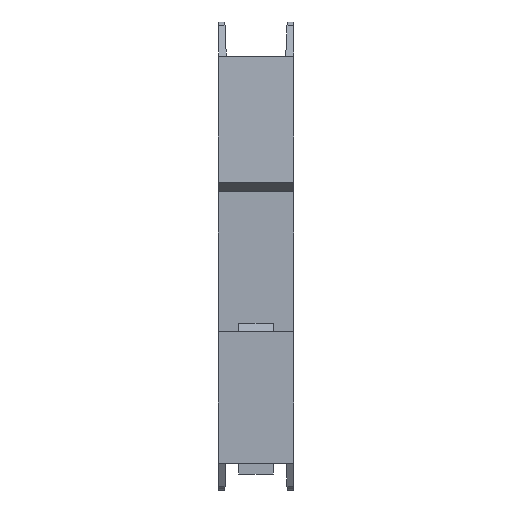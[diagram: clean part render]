
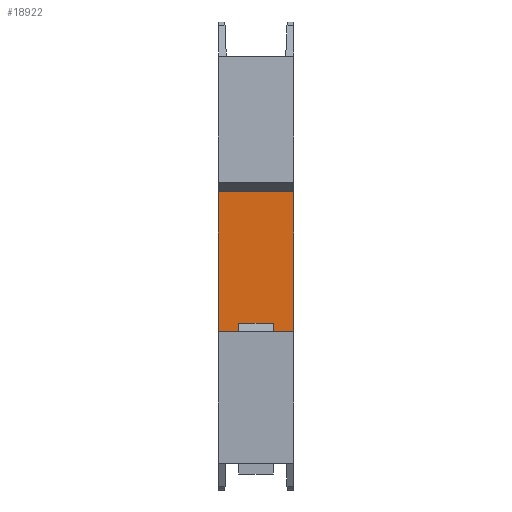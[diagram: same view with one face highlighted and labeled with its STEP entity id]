
A CAD part, front view. The second image highlights one B-rep face of the part: STEP entity #18922.
In plain terms, the highlighted planar face has unit normal (0, -1, 0).
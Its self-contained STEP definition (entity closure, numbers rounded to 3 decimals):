
#6534 = CARTESIAN_POINT ( 'NONE',  ( 17.633, 0., -64.5 ) ) ;
#6535 = CARTESIAN_POINT ( 'NONE',  ( 17.633, 0., -60.5 ) ) ;
#6571 = DIRECTION ( 'NONE',  ( 0., 0., -1. ) ) ;
#6572 = VECTOR ( 'NONE', #6571, 1000. ) ;
#6581 = LINE ( 'NONE', #6534, #6572 ) ;
#6614 = CARTESIAN_POINT ( 'NONE',  ( 17.133, 0., -60.5 ) ) ;
#6615 = DIRECTION ( 'NONE',  ( 0., 0., 1. ) ) ;
#6616 = VECTOR ( 'NONE', #6615, 1000. ) ;
#6617 = CARTESIAN_POINT ( 'NONE',  ( 17.133, 0., -64.5 ) ) ;
#6618 = LINE ( 'NONE', #6617, #6616 ) ;
#6619 = CARTESIAN_POINT ( 'NONE',  ( 17.133, 0., -25.53 ) ) ;
#6620 = DIRECTION ( 'NONE',  ( 0., 0., 1. ) ) ;
#6621 = DIRECTION ( 'NONE',  ( 0., 1., 0. ) ) ;
#6622 = CARTESIAN_POINT ( 'NONE',  ( 17.633, 0., -64.5 ) ) ;
#6623 = AXIS2_PLACEMENT_3D ( 'NONE', #6622, #6621, #6620 ) ;
#6624 = PLANE ( 'NONE',  #6623 ) ;
#6640 = FACE_OUTER_BOUND ( 'NONE', #18961, .T. ) ;
#6641 = DIRECTION ( 'NONE',  ( -1., 0., 0. ) ) ;
#6642 = VECTOR ( 'NONE', #6641, 1000. ) ;
#6643 = CARTESIAN_POINT ( 'NONE',  ( 17.633, 0., -64.5 ) ) ;
#6644 = LINE ( 'NONE', #6643, #6642 ) ;
#6657 = CARTESIAN_POINT ( 'NONE',  ( 0.5, 0., -64.5 ) ) ;
#6667 = DIRECTION ( 'NONE',  ( 1., 0., 0. ) ) ;
#6668 = VECTOR ( 'NONE', #6667, 1000. ) ;
#6669 = CARTESIAN_POINT ( 'NONE',  ( 17.133, 0., -60.5 ) ) ;
#6670 = LINE ( 'NONE', #6669, #6668 ) ;
#6697 = CARTESIAN_POINT ( 'NONE',  ( 17.133, 0., -64.5 ) ) ;
#6708 = DIRECTION ( 'NONE',  ( -1., 0., 0. ) ) ;
#6709 = VECTOR ( 'NONE', #6708, 1000. ) ;
#6710 = CARTESIAN_POINT ( 'NONE',  ( 17.633, 0., -25.4 ) ) ;
#6712 = LINE ( 'NONE', #6710, #6709 ) ;
#6728 = CARTESIAN_POINT ( 'NONE',  ( 0., 0., -25.53 ) ) ;
#6729 = CARTESIAN_POINT ( 'NONE',  ( 0.5, 0., -60.5 ) ) ;
#6730 = DIRECTION ( 'NONE',  ( -1., 0., 0. ) ) ;
#6731 = VECTOR ( 'NONE', #6730, 1000. ) ;
#6732 = CARTESIAN_POINT ( 'NONE',  ( 0.5, 0., -60.5 ) ) ;
#6733 = LINE ( 'NONE', #6732, #6731 ) ;
#6734 = CARTESIAN_POINT ( 'NONE',  ( 0.5, 0., -25.4 ) ) ;
#6735 = CARTESIAN_POINT ( 'NONE',  ( 17.133, 0., -25.4 ) ) ;
#6736 = DIRECTION ( 'NONE',  ( 0., 0., 1. ) ) ;
#6737 = VECTOR ( 'NONE', #6736, 1000. ) ;
#6738 = CARTESIAN_POINT ( 'NONE',  ( 17.133, 0., -21.4 ) ) ;
#6739 = LINE ( 'NONE', #6738, #6737 ) ;
#6741 = CARTESIAN_POINT ( 'NONE',  ( 17.633, 0., -25.53 ) ) ;
#6742 = DIRECTION ( 'NONE',  ( 1., 0., 0. ) ) ;
#6743 = VECTOR ( 'NONE', #6742, 1000. ) ;
#6744 = CARTESIAN_POINT ( 'NONE',  ( 17.133, 0., -25.53 ) ) ;
#6745 = LINE ( 'NONE', #6744, #6743 ) ;
#6746 = DIRECTION ( 'NONE',  ( -1., 0., 0. ) ) ;
#6747 = VECTOR ( 'NONE', #6746, 1000. ) ;
#6748 = CARTESIAN_POINT ( 'NONE',  ( 0.5, 0., -25.53 ) ) ;
#6749 = LINE ( 'NONE', #6748, #6747 ) ;
#6750 = CARTESIAN_POINT ( 'NONE',  ( 0.5, 0., -25.53 ) ) ;
#6751 = DIRECTION ( 'NONE',  ( 0., 0., 1. ) ) ;
#6752 = VECTOR ( 'NONE', #6751, 1000. ) ;
#6753 = CARTESIAN_POINT ( 'NONE',  ( 0.5, 0., -21.4 ) ) ;
#6754 = LINE ( 'NONE', #6753, #6752 ) ;
#6790 = CARTESIAN_POINT ( 'NONE',  ( 0., 0., -60.5 ) ) ;
#6791 = DIRECTION ( 'NONE',  ( 0., 0., -1. ) ) ;
#6792 = VECTOR ( 'NONE', #6791, 1000. ) ;
#6793 = CARTESIAN_POINT ( 'NONE',  ( 0., 0., -64.5 ) ) ;
#6794 = LINE ( 'NONE', #6793, #6792 ) ;
#6904 = DIRECTION ( 'NONE',  ( 0., 0., 1. ) ) ;
#6905 = VECTOR ( 'NONE', #6904, 1000. ) ;
#6906 = CARTESIAN_POINT ( 'NONE',  ( 0.5, 0., -64.5 ) ) ;
#6907 = LINE ( 'NONE', #6906, #6905 ) ;
#18899 = VERTEX_POINT ( 'NONE', #6535 ) ;
#18900 = ORIENTED_EDGE ( 'NONE', *, *, #18901, .F. ) ;
#18901 = EDGE_CURVE ( 'NONE', #18972, #18899, #6581, .T. ) ;
#18922 = ADVANCED_FACE ( 'NONE', ( #6640 ), #6624, .F. ) ;
#18923 = VERTEX_POINT ( 'NONE', #6619 ) ;
#18924 = ORIENTED_EDGE ( 'NONE', *, *, #18925, .T. ) ;
#18925 = EDGE_CURVE ( 'NONE', #18944, #18926, #6618, .T. ) ;
#18926 = VERTEX_POINT ( 'NONE', #6614 ) ;
#18927 = ORIENTED_EDGE ( 'NONE', *, *, #18928, .T. ) ;
#18928 = EDGE_CURVE ( 'NONE', #18926, #18899, #6670, .T. ) ;
#18940 = VERTEX_POINT ( 'NONE', #6657 ) ;
#18942 = ORIENTED_EDGE ( 'NONE', *, *, #18943, .F. ) ;
#18943 = EDGE_CURVE ( 'NONE', #18944, #18940, #6644, .T. ) ;
#18944 = VERTEX_POINT ( 'NONE', #6697 ) ;
#18961 = EDGE_LOOP ( 'NONE', ( #18970, #18969, #18976, #18963, #18966, #18982, #18978, #19031, #18942, #18924, #18927, #18900 ) ) ;
#18962 = EDGE_CURVE ( 'NONE', #18975, #18977, #6712, .T. ) ;
#18963 = ORIENTED_EDGE ( 'NONE', *, *, #18964, .F. ) ;
#18964 = EDGE_CURVE ( 'NONE', #18965, #18977, #6754, .T. ) ;
#18965 = VERTEX_POINT ( 'NONE', #6750 ) ;
#18966 = ORIENTED_EDGE ( 'NONE', *, *, #18967, .T. ) ;
#18967 = EDGE_CURVE ( 'NONE', #18965, #18981, #6749, .T. ) ;
#18969 = ORIENTED_EDGE ( 'NONE', *, *, #18974, .T. ) ;
#18970 = ORIENTED_EDGE ( 'NONE', *, *, #18971, .F. ) ;
#18971 = EDGE_CURVE ( 'NONE', #18923, #18972, #6745, .T. ) ;
#18972 = VERTEX_POINT ( 'NONE', #6741 ) ;
#18974 = EDGE_CURVE ( 'NONE', #18923, #18975, #6739, .T. ) ;
#18975 = VERTEX_POINT ( 'NONE', #6735 ) ;
#18976 = ORIENTED_EDGE ( 'NONE', *, *, #18962, .T. ) ;
#18977 = VERTEX_POINT ( 'NONE', #6734 ) ;
#18978 = ORIENTED_EDGE ( 'NONE', *, *, #18979, .F. ) ;
#18979 = EDGE_CURVE ( 'NONE', #18980, #18984, #6733, .T. ) ;
#18980 = VERTEX_POINT ( 'NONE', #6729 ) ;
#18981 = VERTEX_POINT ( 'NONE', #6728 ) ;
#18982 = ORIENTED_EDGE ( 'NONE', *, *, #18983, .T. ) ;
#18983 = EDGE_CURVE ( 'NONE', #18981, #18984, #6794, .T. ) ;
#18984 = VERTEX_POINT ( 'NONE', #6790 ) ;
#19031 = ORIENTED_EDGE ( 'NONE', *, *, #19032, .F. ) ;
#19032 = EDGE_CURVE ( 'NONE', #18940, #18980, #6907, .T. ) ;
